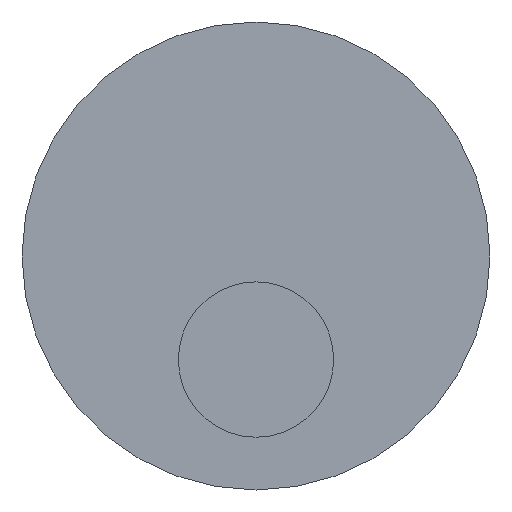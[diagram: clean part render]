
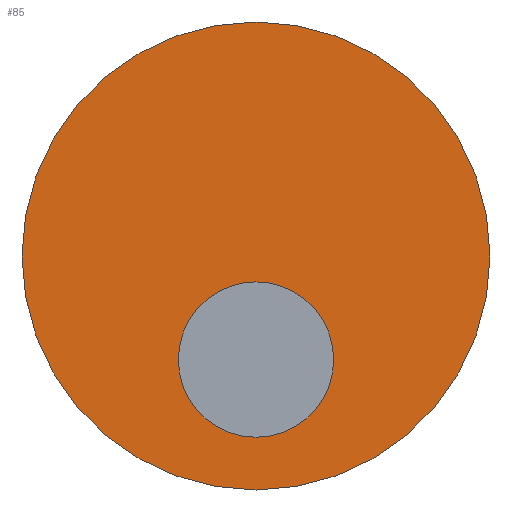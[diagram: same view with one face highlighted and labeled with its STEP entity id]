
A CAD part, left-side view. The second image highlights one B-rep face of the part: STEP entity #85.
In plain terms, the highlighted planar face has unit normal (-1, 0, 0).
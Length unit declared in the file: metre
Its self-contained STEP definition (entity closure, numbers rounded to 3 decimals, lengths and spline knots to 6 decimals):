
#22=PLANE('',#110);
#31=ORIENTED_EDGE('',*,*,#37,.T.);
#32=ORIENTED_EDGE('',*,*,#39,.F.);
#37=EDGE_CURVE('',#43,#43,#49,.T.);
#39=EDGE_CURVE('',#45,#45,#51,.T.);
#43=VERTEX_POINT('',#147);
#45=VERTEX_POINT('',#153);
#49=CIRCLE('',#103,0.006);
#51=CIRCLE('',#107,0.018073);
#61=EDGE_LOOP('',(#31));
#62=EDGE_LOOP('',(#32));
#73=FACE_BOUND('',#61,.T.);
#74=FACE_BOUND('',#62,.T.);
#85=ADVANCED_FACE('',(#73,#74),#22,.F.);
#103=AXIS2_PLACEMENT_3D('',#146,#120,#121);
#107=AXIS2_PLACEMENT_3D('',#152,#128,#129);
#110=AXIS2_PLACEMENT_3D('',#157,#134,#135);
#120=DIRECTION('',(1.,0.,0.));
#121=DIRECTION('',(0.,0.,-1.));
#128=DIRECTION('',(1.,0.,0.));
#129=DIRECTION('',(0.,0.,-1.));
#134=DIRECTION('',(1.,0.,0.));
#135=DIRECTION('',(0.,1.,0.));
#146=CARTESIAN_POINT('',(0.003,0.,-0.033));
#147=CARTESIAN_POINT('',(0.003,0.,-0.039));
#152=CARTESIAN_POINT('',(0.003,0.,-0.025));
#153=CARTESIAN_POINT('',(0.003,0.,-0.043073));
#157=CARTESIAN_POINT('',(0.003,0.000001,-0.0225));
